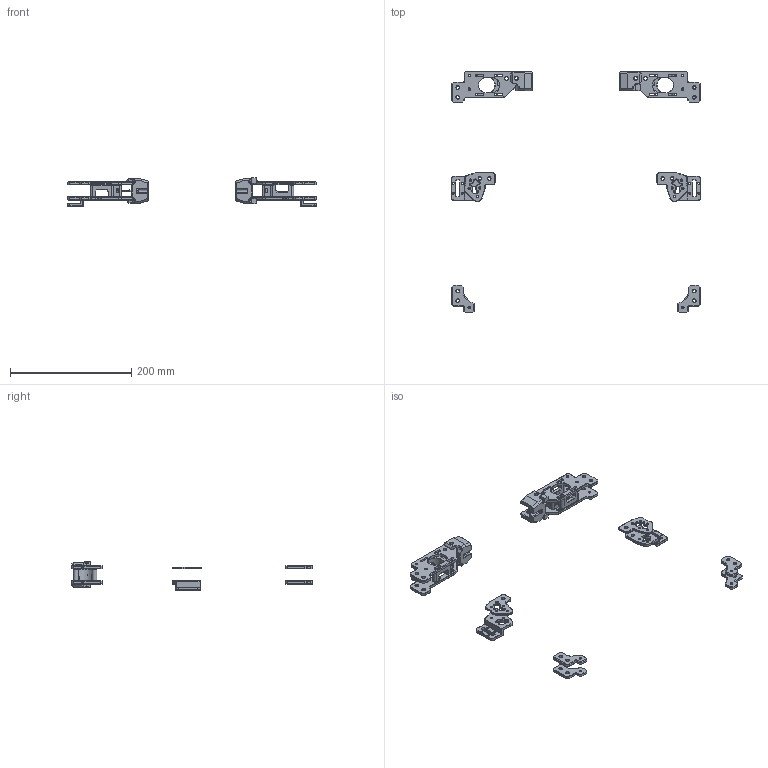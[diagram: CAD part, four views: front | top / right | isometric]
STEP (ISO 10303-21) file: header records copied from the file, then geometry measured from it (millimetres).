
FILE_DESCRIPTION(/* description */ (''),/* implementation_level */ '2;1');
FILE_NAME(/* name */ 'CNC_Trident_6mm.step',/* time_stamp */ '2023-07-08T23:18:12-05:00',/* author */ (''),/* organization */ (''),/* preprocessor_version */ 'ST-DEVELOPER v19.2',/* originating_system */ 'Autodesk Translation Framework v12.6.0.85',/* authorisation */ '');
FILE_SCHEMA (('AUTOMOTIVE_DESIGN { 1 0 10303 214 3 1 1 }'));
Products named in the file (28): DoubleT_CNC_Trident_6mm; 2WD - 6mm; A_Drive_Front - F695 ZZ (2); B_Drive_Front - F695 ZZ (2) (1); A_Drive_Rear (1); A_Drive_Bottom (1); A_Drive_Top (1); Motor_Tensioner (1) (1) (1) (1) (1)(Mirror) (1); AB_Tensioner_Holder (1) (1) (1); Stepper_Carriage (1) (1) (1) (1); Hardware (2) (1) (1) (1); B_Drive_Rear (1); A_Drive_Bottom (1) (1); A_Drive_Top (1) (1); Motor_Tensioner (1) (1) (1) (1) (1)(Mirror) (1) (1); Hardware (2) (1) (1) (1) (1); 91828A211_NO THREADS_18-8 Stainless Steel Hex Nut (1) (1) (1) (1) (1); 91290A130_Alloy Steel Socket Head Screw (1) (1) (1) (1) (1); 98689A112_General Purpose 18-8 Stainless Steel Washer (1) (1) (1) (1)
 (1) (1) (1) (1); Stepper_Carriage (1) (1) (1) (1)(Mirror); AB_Tensioner_Holder (1) (1) (1)(Mirror); XY_Joints; XY Joint - Right; XY_Joint_Right_Top (1); XY_Joint_Right_Bottom (1); XY joint - Left; XY_Joint_Left_Top; XY_Joint_Left_Bottom
Assembly tree (27 placements, depth 6):
  DoubleT_CNC_Trident_6mm
    2WD - 6mm
      A_Drive_Front - F695 ZZ (2)
      B_Drive_Front - F695 ZZ (2) (1)
      A_Drive_Rear (1)
        A_Drive_Bottom (1)
        A_Drive_Top (1)
        Motor_Tensioner (1) (1) (1) (1) (1)(Mirror) (1)
          AB_Tensioner_Holder (1) (1) (1)
          Stepper_Carriage (1) (1) (1) (1)
          Hardware (2) (1) (1) (1)
      B_Drive_Rear (1)
        A_Drive_Bottom (1) (1)
        A_Drive_Top (1) (1)
        Motor_Tensioner (1) (1) (1) (1) (1)(Mirror) (1) (1)
          Hardware (2) (1) (1) (1) (1)
            91828A211_NO THREADS_18-8 Stainless Steel Hex Nut (1) (1) (1) (1) (1)
            91290A130_Alloy Steel Socket Head Screw (1) (1) (1) (1) (1)
            98689A112_General Purpose 18-8 Stainless Steel Washer (1) (1) (1) (1)
 (1) (1) (1) (1)
          Stepper_Carriage (1) (1) (1) (1)(Mirror)
          AB_Tensioner_Holder (1) (1) (1)(Mirror)
      XY_Joints
        XY Joint - Right
          XY_Joint_Right_Top (1)
          XY_Joint_Right_Bottom (1)
        XY joint - Left
          XY_Joint_Left_Top
          XY_Joint_Left_Bottom
Bounding box: 410.5 x 398.29 x 46.58 mm (x, y, z)
Volume: 183508.3 mm3; surface area: 99744.8 mm2
Topology: 23 solids, 23 shells, 2018 faces, 4812 edges, 2839 vertices
Faces by surface type: plane 1147, cone 471, cylinder 354, bspline 43, torus 3
Full cylindrical faces by diameter (mm): 2.35 x35, 3 x36, 3.108 x1, 3.2 x25, 3.4 x27, 5.4 x33, 5.5 x1, 6 x1
Entity records: 64214 total; most frequent: CARTESIAN_POINT 17079, ORIENTED_EDGE 9616, DIRECTION 9557, EDGE_CURVE 4808, LINE 3369, VECTOR 3369, AXIS2_PLACEMENT_3D 3094, VERTEX_POINT 2839
